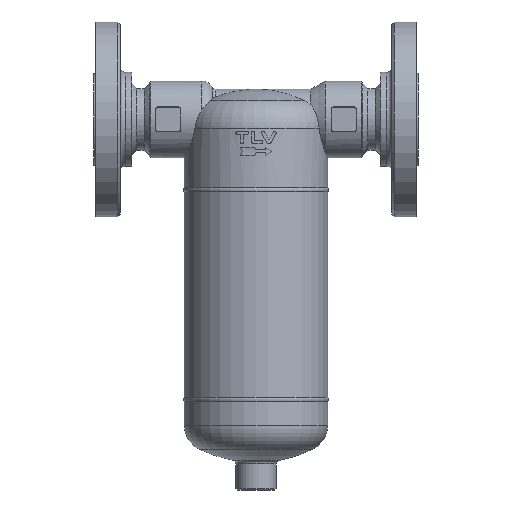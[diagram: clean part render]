
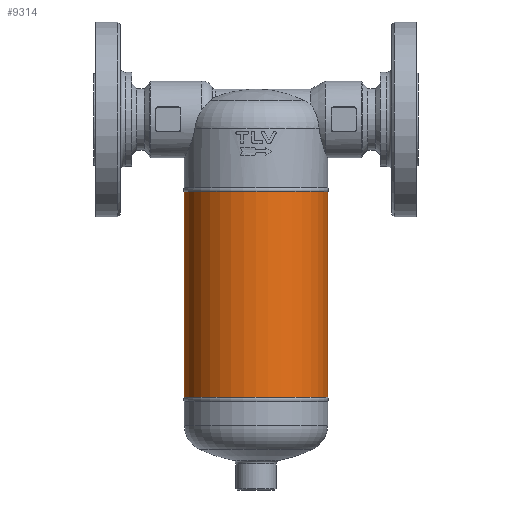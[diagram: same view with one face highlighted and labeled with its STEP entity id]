
A CAD part, front view. The second image highlights one B-rep face of the part: STEP entity #9314.
In plain terms, the highlighted cylindrical face has radius 57.15 mm (diameter 114.3 mm), a full revolution.
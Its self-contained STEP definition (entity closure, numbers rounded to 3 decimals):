
#9033=CARTESIAN_POINT('',(-57.15,0.,-165.326));
#9034=VERTEX_POINT('',#9033);
#9035=CARTESIAN_POINT('',(0.,0.0,-165.326));
#9036=DIRECTION('',(0.0,0.0,-1.0));
#9037=DIRECTION('',(1.0,0.0,0.0));
#9038=AXIS2_PLACEMENT_3D('',#9035,#9036,#9037);
#9039=CIRCLE('',#9038,57.15);
#9040=EDGE_CURVE('',#9034,#9034,#9039,.T.);
#9050=CARTESIAN_POINT('',(-57.15,0.,-1.674));
#9051=VERTEX_POINT('',#9050);
#9052=CARTESIAN_POINT('',(0.,0.0,-1.674));
#9053=DIRECTION('',(0.0,0.0,1.0));
#9054=DIRECTION('',(1.0,0.0,0.0));
#9055=AXIS2_PLACEMENT_3D('',#9052,#9053,#9054);
#9056=CIRCLE('',#9055,57.15);
#9057=EDGE_CURVE('',#9051,#9051,#9056,.T.);
#9303=CARTESIAN_POINT('',(0.,0.0,0.));
#9304=DIRECTION('',(0.,0.0,-1.0));
#9305=DIRECTION('',(1.0,0.0,0.0));
#9306=AXIS2_PLACEMENT_3D('',#9303,#9304,#9305);
#9307=CYLINDRICAL_SURFACE('',#9306,57.15);
#9308=ORIENTED_EDGE('',*,*,#9057,.F.);
#9309=EDGE_LOOP('',(#9308));
#9310=FACE_OUTER_BOUND('',#9309,.T.);
#9311=ORIENTED_EDGE('',*,*,#9040,.F.);
#9312=EDGE_LOOP('',(#9311));
#9313=FACE_BOUND('',#9312,.T.);
#9314=ADVANCED_FACE('',(#9310,#9313),#9307,.T.);
